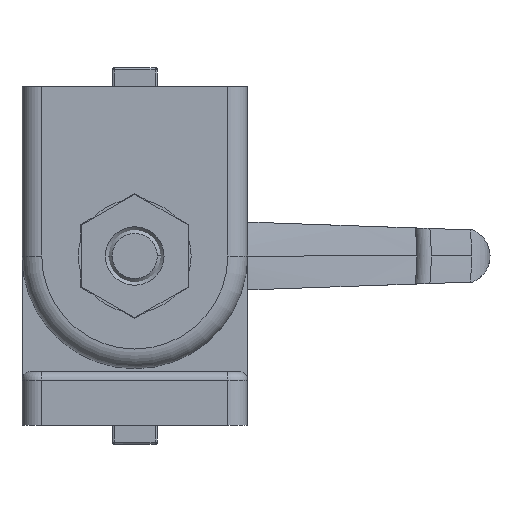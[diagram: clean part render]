
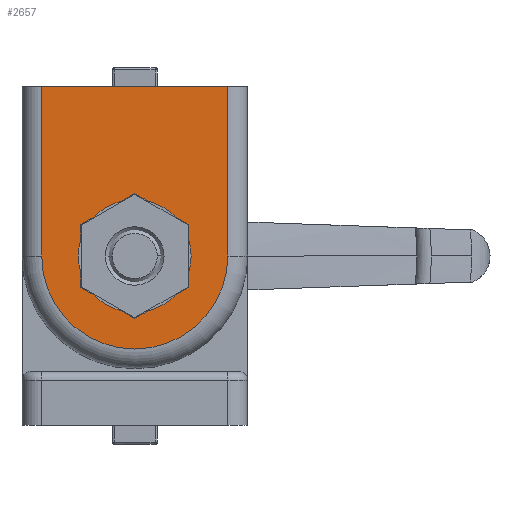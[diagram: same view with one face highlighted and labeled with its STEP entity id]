
A CAD part, left-side view. The second image highlights one B-rep face of the part: STEP entity #2657.
In plain terms, the highlighted face is planar.
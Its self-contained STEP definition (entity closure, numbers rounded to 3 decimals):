
#1449=CARTESIAN_POINT('',(20.,16.5,30.));
#1450=VERTEX_POINT('',#1449);
#1469=CARTESIAN_POINT('',(20.,-16.5,30.));
#1470=VERTEX_POINT('',#1469);
#1478=CARTESIAN_POINT('',(20.,0.0,30.));
#1479=DIRECTION('',(-1.0,0.0,0.0));
#1480=DIRECTION('',(0.0,0.0,1.0));
#1481=AXIS2_PLACEMENT_3D('',#1478,#1479,#1480);
#1482=CIRCLE('',#1481,16.5);
#1483=EDGE_CURVE('',#1470,#1450,#1482,.T.);
#1493=CARTESIAN_POINT('',(20.,16.5,0.0));
#1494=VERTEX_POINT('',#1493);
#1511=CARTESIAN_POINT('',(20.,16.5,30.));
#1512=DIRECTION('',(0.0,0.0,-1.0));
#1513=VECTOR('',#1512,30.);
#1514=LINE('',#1511,#1513);
#1515=EDGE_CURVE('',#1450,#1494,#1514,.T.);
#1527=CARTESIAN_POINT('',(20.,-16.5,0.0));
#1528=VERTEX_POINT('',#1527);
#1536=CARTESIAN_POINT('',(20.,-16.5,0.0));
#1537=DIRECTION('',(0.0,0.0,1.0));
#1538=VECTOR('',#1537,30.);
#1539=LINE('',#1536,#1538);
#1540=EDGE_CURVE('',#1528,#1470,#1539,.T.);
#1599=CARTESIAN_POINT('',(20.,-16.5,0.0));
#1600=DIRECTION('',(0.0,1.0,0.0));
#1601=VECTOR('',#1600,33.0);
#1602=LINE('',#1599,#1601);
#1603=EDGE_CURVE('',#1528,#1494,#1602,.T.);
#2169=CARTESIAN_POINT('',(20.,2.375,39.714));
#2170=VERTEX_POINT('',#2169);
#2179=CARTESIAN_POINT('',(20.,0.,41.085));
#2180=VERTEX_POINT('',#2179);
#2181=CARTESIAN_POINT('',(20.,0.,41.085));
#2182=DIRECTION('',(0.0,0.866,-0.5));
#2183=VECTOR('',#2182,2.743);
#2184=LINE('',#2181,#2183);
#2185=EDGE_CURVE('',#2180,#2170,#2184,.T.);
#2211=CARTESIAN_POINT('',(20.,9.6,27.2));
#2212=VERTEX_POINT('',#2211);
#2227=CARTESIAN_POINT('',(20.,9.6,24.457));
#2228=VERTEX_POINT('',#2227);
#2235=CARTESIAN_POINT('',(20.,9.6,27.2));
#2236=DIRECTION('',(0.0,0.0,-1.0));
#2237=VECTOR('',#2236,2.743);
#2238=LINE('',#2235,#2237);
#2239=EDGE_CURVE('',#2212,#2228,#2238,.T.);
#2249=CARTESIAN_POINT('',(20.,9.6,32.8));
#2250=VERTEX_POINT('',#2249);
#2259=CARTESIAN_POINT('',(20.,9.6,35.543));
#2260=VERTEX_POINT('',#2259);
#2261=CARTESIAN_POINT('',(20.,9.6,35.543));
#2262=DIRECTION('',(0.0,0.0,-1.0));
#2263=VECTOR('',#2262,2.743);
#2264=LINE('',#2261,#2263);
#2265=EDGE_CURVE('',#2260,#2250,#2264,.T.);
#2289=CARTESIAN_POINT('',(20.,-7.225,36.914));
#2290=VERTEX_POINT('',#2289);
#2299=CARTESIAN_POINT('',(20.,-9.6,35.543));
#2300=VERTEX_POINT('',#2299);
#2301=CARTESIAN_POINT('',(20.,-9.6,35.543));
#2302=DIRECTION('',(0.0,0.866,0.5));
#2303=VECTOR('',#2302,2.743);
#2304=LINE('',#2301,#2303);
#2305=EDGE_CURVE('',#2300,#2290,#2304,.T.);
#2331=CARTESIAN_POINT('',(20.,2.375,20.286));
#2332=VERTEX_POINT('',#2331);
#2347=CARTESIAN_POINT('',(20.,0.,18.915));
#2348=VERTEX_POINT('',#2347);
#2355=CARTESIAN_POINT('',(20.0,2.375,20.286));
#2356=DIRECTION('',(0.0,-0.866,-0.5));
#2357=VECTOR('',#2356,2.743);
#2358=LINE('',#2355,#2357);
#2359=EDGE_CURVE('',#2332,#2348,#2358,.T.);
#2369=CARTESIAN_POINT('',(20.,7.225,23.086));
#2370=VERTEX_POINT('',#2369);
#2379=CARTESIAN_POINT('',(20.0,9.6,24.457));
#2380=DIRECTION('',(0.0,-0.866,-0.5));
#2381=VECTOR('',#2380,2.743);
#2382=LINE('',#2379,#2381);
#2383=EDGE_CURVE('',#2228,#2370,#2382,.T.);
#2400=CARTESIAN_POINT('',(20.,-9.6,27.2));
#2401=VERTEX_POINT('',#2400);
#2410=CARTESIAN_POINT('',(20.,-9.6,24.457));
#2411=VERTEX_POINT('',#2410);
#2412=CARTESIAN_POINT('',(20.0,-9.6,24.457));
#2413=DIRECTION('',(0.0,0.0,1.0));
#2414=VECTOR('',#2413,2.743);
#2415=LINE('',#2412,#2414);
#2416=EDGE_CURVE('',#2411,#2401,#2415,.T.);
#2442=CARTESIAN_POINT('',(20.,-7.225,23.086));
#2443=VERTEX_POINT('',#2442);
#2457=CARTESIAN_POINT('',(20.0,-7.225,23.086));
#2458=DIRECTION('',(0.0,-0.866,0.5));
#2459=VECTOR('',#2458,2.743);
#2460=LINE('',#2457,#2459);
#2461=EDGE_CURVE('',#2443,#2411,#2460,.T.);
#2471=CARTESIAN_POINT('',(20.,-2.375,20.286));
#2472=VERTEX_POINT('',#2471);
#2481=CARTESIAN_POINT('',(20.0,0.,18.915));
#2482=DIRECTION('',(0.0,-0.866,0.5));
#2483=VECTOR('',#2482,2.743);
#2484=LINE('',#2481,#2483);
#2485=EDGE_CURVE('',#2348,#2472,#2484,.T.);
#2504=CARTESIAN_POINT('',(20.,7.225,36.914));
#2505=VERTEX_POINT('',#2504);
#2519=CARTESIAN_POINT('',(20.,7.225,36.914));
#2520=DIRECTION('',(0.0,0.866,-0.5));
#2521=VECTOR('',#2520,2.743);
#2522=LINE('',#2519,#2521);
#2523=EDGE_CURVE('',#2505,#2260,#2522,.T.);
#2535=CARTESIAN_POINT('',(20.,-2.375,39.714));
#2536=VERTEX_POINT('',#2535);
#2550=CARTESIAN_POINT('',(20.,-2.375,39.714));
#2551=DIRECTION('',(0.0,0.866,0.5));
#2552=VECTOR('',#2551,2.743);
#2553=LINE('',#2550,#2552);
#2554=EDGE_CURVE('',#2536,#2180,#2553,.T.);
#2566=CARTESIAN_POINT('',(20.,-9.6,32.8));
#2567=VERTEX_POINT('',#2566);
#2581=CARTESIAN_POINT('',(20.,-9.6,32.8));
#2582=DIRECTION('',(0.0,0.0,1.0));
#2583=VECTOR('',#2582,2.743);
#2584=LINE('',#2581,#2583);
#2585=EDGE_CURVE('',#2567,#2300,#2584,.T.);
#2590=CARTESIAN_POINT('',(20.,0.0,0.0));
#2591=DIRECTION('',(1.0,0.0,0.0));
#2592=DIRECTION('',(0.0,0.0,-1.0));
#2593=AXIS2_PLACEMENT_3D('',#2590,#2591,#2592);
#2594=PLANE('',#2593);
#2595=ORIENTED_EDGE('',*,*,#1540,.F.);
#2596=ORIENTED_EDGE('',*,*,#1603,.T.);
#2597=ORIENTED_EDGE('',*,*,#1515,.F.);
#2598=ORIENTED_EDGE('',*,*,#1483,.F.);
#2599=EDGE_LOOP('',(#2595,#2596,#2597,#2598));
#2600=FACE_OUTER_BOUND('',#2599,.T.);
#2601=ORIENTED_EDGE('',*,*,#2523,.T.);
#2602=ORIENTED_EDGE('',*,*,#2265,.T.);
#2603=CARTESIAN_POINT('',(20.,0.0,30.));
#2604=DIRECTION('',(-1.0,0.0,0.0));
#2605=DIRECTION('',(0.0,0.0,-1.0));
#2606=AXIS2_PLACEMENT_3D('',#2603,#2604,#2605);
#2607=CIRCLE('',#2606,10.0);
#2608=EDGE_CURVE('',#2250,#2212,#2607,.T.);
#2609=ORIENTED_EDGE('',*,*,#2608,.T.);
#2610=ORIENTED_EDGE('',*,*,#2239,.T.);
#2611=ORIENTED_EDGE('',*,*,#2383,.T.);
#2612=CARTESIAN_POINT('',(20.,0.0,30.));
#2613=DIRECTION('',(-1.0,0.0,0.0));
#2614=DIRECTION('',(0.0,0.0,-1.0));
#2615=AXIS2_PLACEMENT_3D('',#2612,#2613,#2614);
#2616=CIRCLE('',#2615,10.0);
#2617=EDGE_CURVE('',#2370,#2332,#2616,.T.);
#2618=ORIENTED_EDGE('',*,*,#2617,.T.);
#2619=ORIENTED_EDGE('',*,*,#2359,.T.);
#2620=ORIENTED_EDGE('',*,*,#2485,.T.);
#2621=CARTESIAN_POINT('',(20.,0.0,30.));
#2622=DIRECTION('',(-1.0,0.0,0.0));
#2623=DIRECTION('',(0.0,0.0,-1.0));
#2624=AXIS2_PLACEMENT_3D('',#2621,#2622,#2623);
#2625=CIRCLE('',#2624,10.0);
#2626=EDGE_CURVE('',#2472,#2443,#2625,.T.);
#2627=ORIENTED_EDGE('',*,*,#2626,.T.);
#2628=ORIENTED_EDGE('',*,*,#2461,.T.);
#2629=ORIENTED_EDGE('',*,*,#2416,.T.);
#2630=CARTESIAN_POINT('',(20.,0.0,30.));
#2631=DIRECTION('',(-1.0,0.0,0.0));
#2632=DIRECTION('',(0.0,0.0,-1.0));
#2633=AXIS2_PLACEMENT_3D('',#2630,#2631,#2632);
#2634=CIRCLE('',#2633,10.0);
#2635=EDGE_CURVE('',#2401,#2567,#2634,.T.);
#2636=ORIENTED_EDGE('',*,*,#2635,.T.);
#2637=ORIENTED_EDGE('',*,*,#2585,.T.);
#2638=ORIENTED_EDGE('',*,*,#2305,.T.);
#2639=CARTESIAN_POINT('',(20.,0.0,30.));
#2640=DIRECTION('',(-1.0,0.0,0.0));
#2641=DIRECTION('',(0.0,0.0,-1.0));
#2642=AXIS2_PLACEMENT_3D('',#2639,#2640,#2641);
#2643=CIRCLE('',#2642,10.0);
#2644=EDGE_CURVE('',#2290,#2536,#2643,.T.);
#2645=ORIENTED_EDGE('',*,*,#2644,.T.);
#2646=ORIENTED_EDGE('',*,*,#2554,.T.);
#2647=ORIENTED_EDGE('',*,*,#2185,.T.);
#2648=CARTESIAN_POINT('',(20.,0.0,30.));
#2649=DIRECTION('',(-1.0,0.0,0.0));
#2650=DIRECTION('',(0.0,0.0,-1.0));
#2651=AXIS2_PLACEMENT_3D('',#2648,#2649,#2650);
#2652=CIRCLE('',#2651,10.0);
#2653=EDGE_CURVE('',#2170,#2505,#2652,.T.);
#2654=ORIENTED_EDGE('',*,*,#2653,.T.);
#2655=EDGE_LOOP('',(#2601,#2602,#2609,#2610,#2611,#2618,#2619,#2620,#2627,#2628,#2629,#2636,#2637,#2638,#2645,#2646,#2647,#2654));
#2656=FACE_BOUND('',#2655,.T.);
#2657=ADVANCED_FACE('',(#2600,#2656),#2594,.T.);
